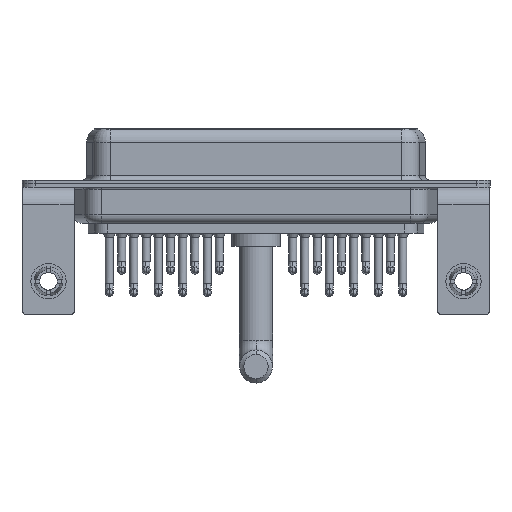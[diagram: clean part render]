
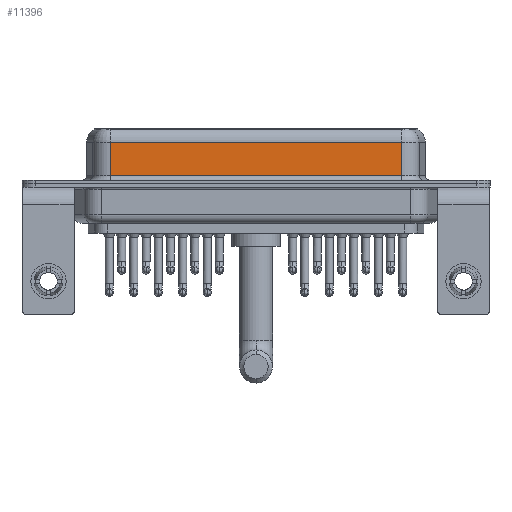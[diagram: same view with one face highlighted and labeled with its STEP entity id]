
A CAD part, front view. The second image highlights one B-rep face of the part: STEP entity #11396.
In plain terms, the highlighted planar face has unit normal (0, -1, 0).
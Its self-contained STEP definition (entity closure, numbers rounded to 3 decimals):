
#234 = VERTEX_POINT ( 'NONE', #18409 ) ;
#639 = CARTESIAN_POINT ( 'NONE',  ( 40.037, -3.95, 0.9 ) ) ;
#1301 = DIRECTION ( 'NONE',  ( 0., 0., -1. ) ) ;
#1818 = EDGE_CURVE ( 'NONE', #19205, #10782, #10421, .T. ) ;
#4533 = DIRECTION ( 'NONE',  ( 0., 0., -1. ) ) ;
#7096 = CARTESIAN_POINT ( 'NONE',  ( 40.037, -3.95, 4.65 ) ) ;
#7500 = VERTEX_POINT ( 'NONE', #7096 ) ;
#7684 = CARTESIAN_POINT ( 'NONE',  ( 40.037, -3.95, 0.9 ) ) ;
#8378 = DIRECTION ( 'NONE',  ( -1., 0., 0. ) ) ;
#9833 = FACE_OUTER_BOUND ( 'NONE', #20760, .T. ) ;
#10421 = LINE ( 'NONE', #639, #14402 ) ;
#10687 = CARTESIAN_POINT ( 'NONE',  ( 7.013, -3.95, 6.4 ) ) ;
#10782 = VERTEX_POINT ( 'NONE', #7684 ) ;
#10963 = EDGE_CURVE ( 'NONE', #7500, #10782, #21878, .T. ) ;
#11266 = ORIENTED_EDGE ( 'NONE', *, *, #23479, .T. ) ;
#11396 = ADVANCED_FACE ( 'NONE', ( #9833 ), #23605, .F. ) ;
#11976 = DIRECTION ( 'NONE',  ( 0., 0., 1. ) ) ;
#12184 = VECTOR ( 'NONE', #8378, 1000. ) ;
#12565 = CARTESIAN_POINT ( 'NONE',  ( 40.037, -3.95, 4.65 ) ) ;
#13831 = VECTOR ( 'NONE', #1301, 1000. ) ;
#14172 = CARTESIAN_POINT ( 'NONE',  ( 40.037, -3.95, 6.4 ) ) ;
#14402 = VECTOR ( 'NONE', #19911, 1000. ) ;
#14867 = EDGE_CURVE ( 'NONE', #7500, #234, #17743, .T. ) ;
#15683 = ORIENTED_EDGE ( 'NONE', *, *, #14867, .T. ) ;
#15975 = ORIENTED_EDGE ( 'NONE', *, *, #10963, .F. ) ;
#17743 = LINE ( 'NONE', #12565, #12184 ) ;
#17967 = ORIENTED_EDGE ( 'NONE', *, *, #1818, .T. ) ;
#18409 = CARTESIAN_POINT ( 'NONE',  ( 7.013, -3.95, 4.65 ) ) ;
#19205 = VERTEX_POINT ( 'NONE', #24952 ) ;
#19824 = CARTESIAN_POINT ( 'NONE',  ( 40.037, -3.95, 6.4 ) ) ;
#19911 = DIRECTION ( 'NONE',  ( 1., 0., 0. ) ) ;
#20760 = EDGE_LOOP ( 'NONE', ( #15975, #15683, #11266, #17967 ) ) ;
#20992 = AXIS2_PLACEMENT_3D ( 'NONE', #19824, #23729, #11976 ) ;
#21878 = LINE ( 'NONE', #14172, #22585 ) ;
#22191 = LINE ( 'NONE', #10687, #13831 ) ;
#22585 = VECTOR ( 'NONE', #4533, 1000. ) ;
#23479 = EDGE_CURVE ( 'NONE', #234, #19205, #22191, .T. ) ;
#23605 = PLANE ( 'NONE',  #20992 ) ;
#23729 = DIRECTION ( 'NONE',  ( 0., 1., 0. ) ) ;
#24952 = CARTESIAN_POINT ( 'NONE',  ( 7.013, -3.95, 0.9 ) ) ;
